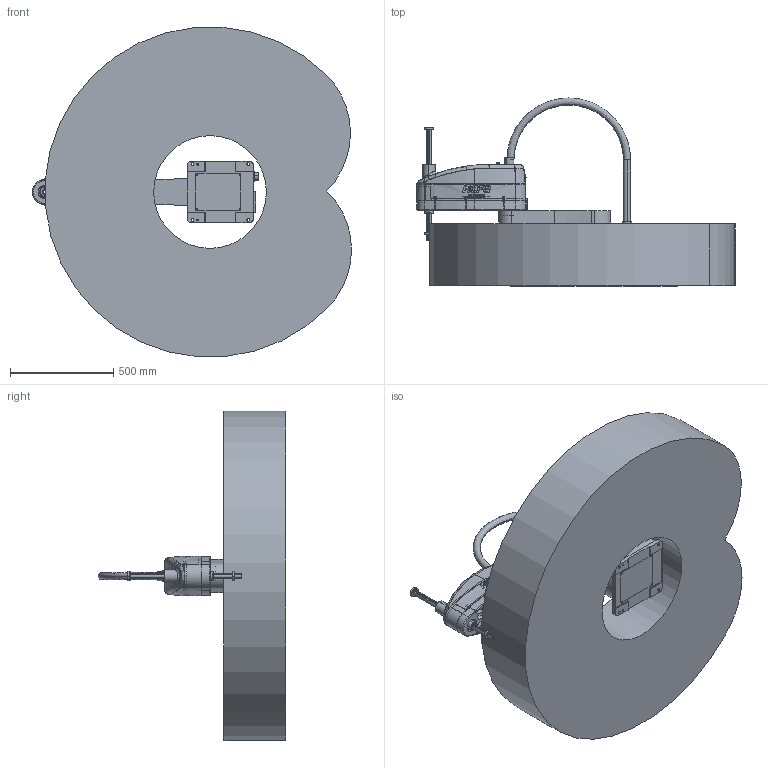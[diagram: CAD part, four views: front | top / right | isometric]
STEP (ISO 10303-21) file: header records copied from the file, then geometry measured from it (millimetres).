
FILE_DESCRIPTION (( 'STEP AP214' ), '1' );
FILE_NAME ('RHS1-20H8030P4-SS3_堍雄毓峓芞.STEP', '2023-10-20T02:49:56', ( 'User' ), ( '' ), 'SwSTEP 2.0', 'SolidWorks 2020', '' );
FILE_SCHEMA (( 'AUTOMOTIVE_DESIGN' ));
Length unit declared in the file: millimetre
Products named in the file (25): RHS1-20H8025P4-TGTS003014.A-800-XLGDB; RHS1-20H8025P4-TGTS003000.A-XB; RHS1-20H8025P4-TGTS003001.A-800-XBYZ; RHS1-20H8025P4-TGTS002000.A-DBI; RHS1-20H8025P4-2525ASpline2; RHS1-20H8025P4-TGTS001003.A-800-XDB; RHS1-20H8030P4-SS3_堍雄毓峓芞; RHS1-20H8025P4-D25-B12; RHS1-20H8025P4-TGTS003015.A-800WZ; RHS1-20H8025P4-TGTS001006.A-800-ZXB; RHS1-20H8025P4-BPM6; RHS1-20H8025P4-TGTS001000.ADZZ; RHS1-20H8025P4-TGTS001002.A-800FLP; RHS1-20H8025P4-BNS-2525A-213L-Shaft; RHS1-20H8025P4-TGTS001001.A-800DZ; 8025; RHS1-20H8025P4-SS3-2525A+213L; RHS1-20H8025P4-SS3-BWGJT; RHS1-20H8025P4-TGTS001008.A-800-J1ZHCD; RHS1-20H8025P4-800XCBWG; RHS1-20H8025P4-DB15; RHS1-20H8025P4-SS3-button-400&650; RHS1-20H8025P4-SS3-PG29; RHS1-20H8025P4-TGTS002001.A-800XBI; RHS1-20H8025P4-SS3-FGDT
Assembly tree (29 placements, depth 4):
  RHS1-20H8030P4-SS3_堍雄毓峓芞
    RHS1-20H8025P4-TGTS001000.ADZZ
      RHS1-20H8025P4-TGTS001001.A-800DZ
      RHS1-20H8025P4-TGTS001002.A-800FLP
      RHS1-20H8025P4-TGTS001003.A-800-XDB
      RHS1-20H8025P4-TGTS001006.A-800-ZXB
      RHS1-20H8025P4-TGTS001008.A-800-J1ZHCD  x2
      RHS1-20H8025P4-SS3-BWGJT
      RHS1-20H8025P4-SS3-PG29  x2
      RHS1-20H8025P4-SS3-FGDT
    RHS1-20H8025P4-TGTS002000.A-DBI
      RHS1-20H8025P4-TGTS002001.A-800XBI
    RHS1-20H8025P4-TGTS003000.A-XB
      RHS1-20H8025P4-TGTS003001.A-800-XBYZ
      RHS1-20H8025P4-TGTS003014.A-800-XLGDB
      RHS1-20H8025P4-TGTS003015.A-800WZ
      RHS1-20H8025P4-SS3-BWGJT
      RHS1-20H8025P4-BPM6  x2
      RHS1-20H8025P4-DB15
      RHS1-20H8025P4-SS3-button-400&650
      RHS1-20H8025P4-SS3-2525A+213L
        RHS1-20H8025P4-BNS-2525A-213L-Shaft
        RHS1-20H8025P4-2525ASpline2
        RHS1-20H8025P4-D25-B12  x2
    RHS1-20H8025P4-800XCBWG
    8025
Bounding box: 1545.28 x 909.75 x 1595.07 mm (x, y, z)
Volume: 530006373.7 mm3; surface area: 7534450.8 mm2
Topology: 25 solids, 25 shells, 1831 faces, 4688 edges, 2989 vertices
Faces by surface type: cylinder 740, plane 666, bspline 258, cone 161, torus 6
Entity records: 70906 total; most frequent: CARTESIAN_POINT 31583, ORIENTED_EDGE 8312, DIRECTION 7477, EDGE_CURVE 4156, AXIS2_PLACEMENT_3D 2789, VERTEX_POINT 2692, EDGE_LOOP 1918, VECTOR 1899
